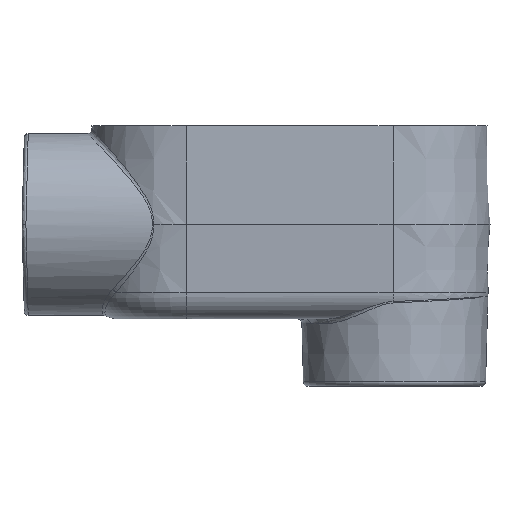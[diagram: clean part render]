
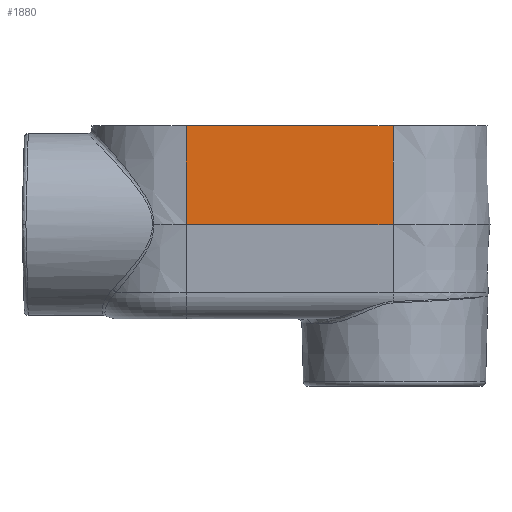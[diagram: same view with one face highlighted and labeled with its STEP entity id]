
A CAD part, front view. The second image highlights one B-rep face of the part: STEP entity #1880.
In plain terms, the highlighted planar face has unit normal (0, -1, 0.026).
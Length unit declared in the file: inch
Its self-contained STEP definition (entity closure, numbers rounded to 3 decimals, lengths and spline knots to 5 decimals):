
#45=PLANE('',#2106);
#118=LINE('',#7351,#211);
#120=LINE('',#7357,#213);
#121=LINE('',#7359,#214);
#122=LINE('',#7360,#215);
#211=VECTOR('',#2572,2.75094);
#213=VECTOR('',#2578,5.75);
#214=VECTOR('',#2579,2.75094);
#215=VECTOR('',#2580,5.75);
#412=FACE_OUTER_BOUND('',#525,.T.);
#525=EDGE_LOOP('',(#1603,#1604,#1605,#1606));
#859=VERTEX_POINT('',#7348);
#860=VERTEX_POINT('',#7350);
#862=VERTEX_POINT('',#7356);
#863=VERTEX_POINT('',#7358);
#1116=EDGE_CURVE('',#860,#859,#118,.T.);
#1119=EDGE_CURVE('',#862,#859,#120,.F.);
#1120=EDGE_CURVE('',#863,#862,#121,.T.);
#1121=EDGE_CURVE('',#863,#860,#122,.T.);
#1603=ORIENTED_EDGE('',*,*,#1116,.T.);
#1604=ORIENTED_EDGE('',*,*,#1119,.F.);
#1605=ORIENTED_EDGE('',*,*,#1120,.F.);
#1606=ORIENTED_EDGE('',*,*,#1121,.T.);
#1880=ADVANCED_FACE('',(#412),#45,.T.);
#2106=AXIS2_PLACEMENT_3D('',#7355,#2576,#2577);
#2572=DIRECTION('',(0.,-0.026,-1.));
#2576=DIRECTION('center_axis',(0.,-1.,
0.026));
#2577=DIRECTION('ref_axis',(0.,-0.026,-1.));
#2578=DIRECTION('',(1.,0.,0.));
#2579=DIRECTION('',(0.,-0.026,-1.));
#2580=DIRECTION('',(-1.,0.,0.));
#7348=CARTESIAN_POINT('',(-2.875,-2.69701,0.));
#7350=CARTESIAN_POINT('',(-2.875,-2.625,2.75));
#7351=CARTESIAN_POINT('',(-2.875,-2.625,2.75));
#7355=CARTESIAN_POINT('Origin',(2.875,-2.69701,0.));
#7356=CARTESIAN_POINT('',(2.875,-2.69701,0.));
#7357=CARTESIAN_POINT('',(-2.875,-2.69701,0.));
#7358=CARTESIAN_POINT('',(2.875,-2.625,2.75));
#7359=CARTESIAN_POINT('',(2.875,-2.625,2.75));
#7360=CARTESIAN_POINT('',(2.875,-2.625,2.75));
